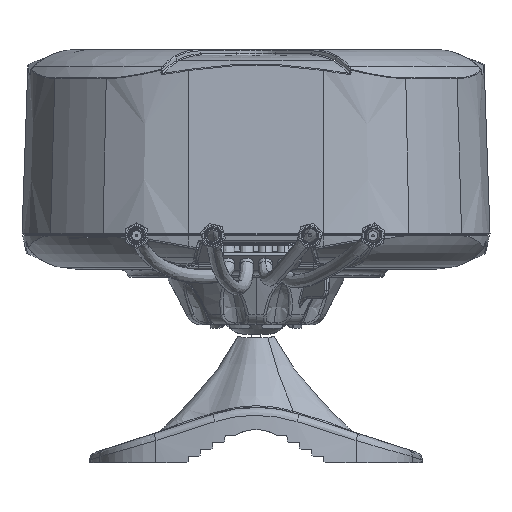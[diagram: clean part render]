
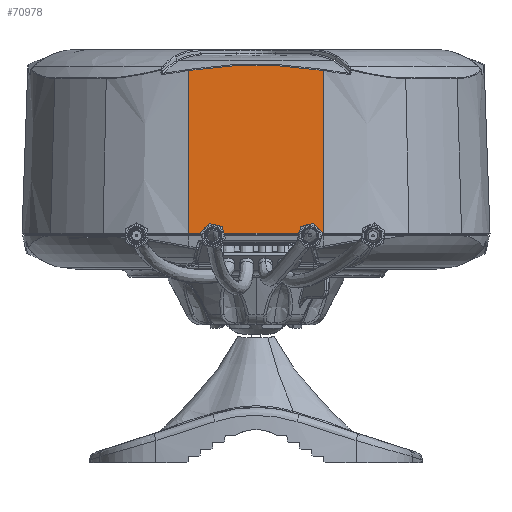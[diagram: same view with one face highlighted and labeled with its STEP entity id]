
A CAD part, front view. The second image highlights one B-rep face of the part: STEP entity #70978.
In plain terms, the highlighted planar face has unit normal (0, -0.999, 0.035).
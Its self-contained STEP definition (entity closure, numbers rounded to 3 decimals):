
#3819 = CARTESIAN_POINT ( 'NONE',  ( 24.157, -82.183, 4.483 ) ) ;
#7540 = CARTESIAN_POINT ( 'NONE',  ( 8.052, -82.123, 6.207 ) ) ;
#7804 = VERTEX_POINT ( 'NONE', #3819 ) ;
#8307 = CARTESIAN_POINT ( 'NONE',  ( -24.157, -82.183, 4.483 ) ) ;
#10525 = CARTESIAN_POINT ( 'NONE',  ( -24.157, -84.232, -54.2 ) ) ;
#13313 = ORIENTED_EDGE ( 'NONE', *, *, #115030, .T. ) ;
#16721 = VECTOR ( 'NONE', #30870, 1000. ) ;
#16752 = DIRECTION ( 'NONE',  ( 0., -0.999, 0.035 ) ) ;
#16974 = LINE ( 'NONE', #40088, #40408 ) ;
#18668 = CARTESIAN_POINT ( 'NONE',  ( 24.157, -84.232, -54.2 ) ) ;
#21859 = CARTESIAN_POINT ( 'NONE',  ( 24.157, -84.232, -54.2 ) ) ;
#25130 = CARTESIAN_POINT ( 'NONE',  ( 20.131, -82.159, 5.16 ) ) ;
#30870 = DIRECTION ( 'NONE',  ( -1., 0., 0. ) ) ;
#31026 = VERTEX_POINT ( 'NONE', #10525 ) ;
#36350 = B_SPLINE_CURVE_WITH_KNOTS ( 'NONE', 3,
 ( #99394, #25130, #71526, #7540, #120350, #101423, #119547, #64494, #54277 ),
 .UNSPECIFIED., .F., .F.,
 ( 4, 2, 1, 2, 4 ),
 ( 0., 0.012, 0.024, 0.036, 0.048 ),
 .UNSPECIFIED. ) ;
#40088 = CARTESIAN_POINT ( 'NONE',  ( -24.157, -82.107, 6.65 ) ) ;
#40408 = VECTOR ( 'NONE', #76570, 1000. ) ;
#44543 = VECTOR ( 'NONE', #99654, 1000. ) ;
#48133 = AXIS2_PLACEMENT_3D ( 'NONE', #81137, #16752, #72573 ) ;
#48345 = EDGE_CURVE ( 'NONE', #90764, #31026, #69559, .T. ) ;
#54277 = CARTESIAN_POINT ( 'NONE',  ( -24.157, -82.183, 4.483 ) ) ;
#60315 = VERTEX_POINT ( 'NONE', #8307 ) ;
#63939 = PLANE ( 'NONE',  #48133 ) ;
#64494 = CARTESIAN_POINT ( 'NONE',  ( -20.131, -82.159, 5.16 ) ) ;
#64507 = EDGE_CURVE ( 'NONE', #31026, #60315, #16974, .T. ) ;
#69559 = LINE ( 'NONE', #21859, #16721 ) ;
#70978 = ADVANCED_FACE ( 'NONE', ( #111275 ), #63939, .T. ) ;
#71526 = CARTESIAN_POINT ( 'NONE',  ( 16.105, -82.144, 5.615 ) ) ;
#72573 = DIRECTION ( 'NONE',  ( 0., -0.035, -0.999 ) ) ;
#74957 = ORIENTED_EDGE ( 'NONE', *, *, #64507, .F. ) ;
#76570 = DIRECTION ( 'NONE',  ( 0., 0.035, 0.999 ) ) ;
#77818 = ORIENTED_EDGE ( 'NONE', *, *, #96628, .T. ) ;
#81137 = CARTESIAN_POINT ( 'NONE',  ( 24.157, -82.107, 6.65 ) ) ;
#86584 = ORIENTED_EDGE ( 'NONE', *, *, #48345, .F. ) ;
#89355 = CARTESIAN_POINT ( 'NONE',  ( 24.157, -82.107, 6.65 ) ) ;
#90764 = VERTEX_POINT ( 'NONE', #18668 ) ;
#96628 = EDGE_CURVE ( 'NONE', #7804, #60315, #36350, .T. ) ;
#99394 = CARTESIAN_POINT ( 'NONE',  ( 24.157, -82.183, 4.483 ) ) ;
#99654 = DIRECTION ( 'NONE',  ( 0., 0.035, 0.999 ) ) ;
#101423 = CARTESIAN_POINT ( 'NONE',  ( -8.052, -82.123, 6.207 ) ) ;
#111275 = FACE_OUTER_BOUND ( 'NONE', #115830, .T. ) ;
#115030 = EDGE_CURVE ( 'NONE', #90764, #7804, #117991, .T. ) ;
#115830 = EDGE_LOOP ( 'NONE', ( #13313, #77818, #74957, #86584 ) ) ;
#117991 = LINE ( 'NONE', #89355, #44543 ) ;
#119547 = CARTESIAN_POINT ( 'NONE',  ( -16.105, -82.144, 5.615 ) ) ;
#120350 = CARTESIAN_POINT ( 'NONE',  ( 0., -82.113, 6.483 ) ) ;
